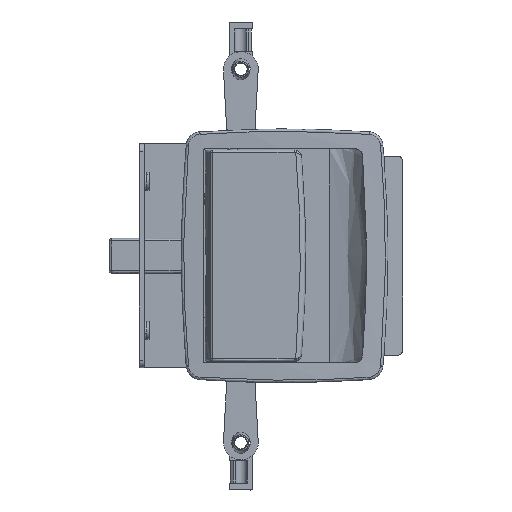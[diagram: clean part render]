
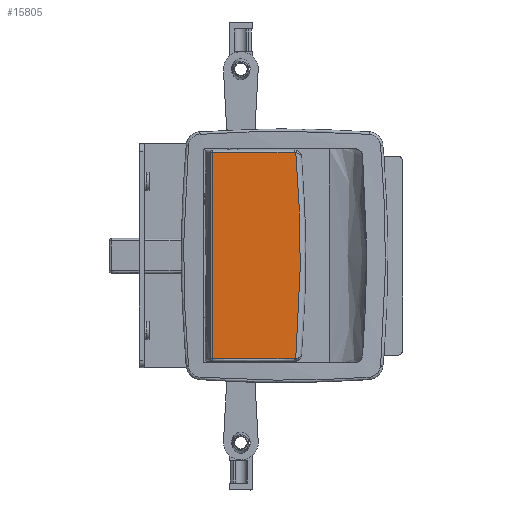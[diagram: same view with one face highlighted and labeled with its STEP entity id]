
A CAD part, front view. The second image highlights one B-rep face of the part: STEP entity #15805.
In plain terms, the highlighted free-form (B-spline) face has degree [1, 2] with [2, 3] control points.
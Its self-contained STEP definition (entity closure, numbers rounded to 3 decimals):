
#14832=CARTESIAN_POINT('',(12.528,-3.769,-41.5));
#14833=VERTEX_POINT('',#14832);
#14869=CARTESIAN_POINT('',(12.528,-3.769,41.5));
#14870=VERTEX_POINT('',#14869);
#14887=CARTESIAN_POINT('',(12.528,-3.769,41.5));
#14888=CARTESIAN_POINT('',(12.528,-3.769,-41.5));
#14889=QUASI_UNIFORM_CURVE('',1,(#14887,#14888),.UNSPECIFIED.,.F.,.U.);
#14890=EDGE_CURVE('',#14870,#14833,#14889,.T.);
#15038=CARTESIAN_POINT('',(45.353,-4.487,-41.5));
#15039=VERTEX_POINT('',#15038);
#15040=CARTESIAN_POINT('',(12.528,-3.769,-41.5));
#15041=CARTESIAN_POINT('',(28.93,-4.597,-41.5));
#15042=CARTESIAN_POINT('',(45.353,-4.487,-41.5));
#15050=(BOUNDED_CURVE()B_SPLINE_CURVE(2,(#15040,#15041,#15042),.UNSPECIFIED.,.F.,.U.)CURVE()GEOMETRIC_REPRESENTATION_ITEM()QUASI_UNIFORM_CURVE()RATIONAL_B_SPLINE_CURVE((1.0,1.,1.0))REPRESENTATION_ITEM(''));
#15051=EDGE_CURVE('',#14833,#15039,#15050,.T.);
#15132=CARTESIAN_POINT('',(46.004,-4.482,-41.391));
#15133=VERTEX_POINT('',#15132);
#15144=CARTESIAN_POINT('',(45.353,-4.487,-41.5));
#15145=CARTESIAN_POINT('',(45.574,-4.486,-41.5));
#15146=CARTESIAN_POINT('',(45.795,-4.484,-41.463));
#15147=CARTESIAN_POINT('',(46.004,-4.482,-41.391));
#15148=B_SPLINE_CURVE_WITH_KNOTS('',3,(#15144,#15145,#15146,#15147),.UNSPECIFIED.,.F.,.U.,(4,4),(0.,0.663),.UNSPECIFIED.);
#15149=EDGE_CURVE('',#15039,#15133,#15148,.T.);
#15376=CARTESIAN_POINT('',(45.353,-4.487,41.5));
#15377=VERTEX_POINT('',#15376);
#15378=CARTESIAN_POINT('',(45.353,-4.487,41.5));
#15379=CARTESIAN_POINT('',(28.93,-4.597,41.5));
#15380=CARTESIAN_POINT('',(12.528,-3.769,41.5));
#15388=(BOUNDED_CURVE()B_SPLINE_CURVE(2,(#15378,#15379,#15380),.UNSPECIFIED.,.F.,.U.)CURVE()GEOMETRIC_REPRESENTATION_ITEM()QUASI_UNIFORM_CURVE()RATIONAL_B_SPLINE_CURVE((1.0,1.,1.0))REPRESENTATION_ITEM(''));
#15389=EDGE_CURVE('',#15377,#14870,#15388,.T.);
#15452=CARTESIAN_POINT('',(46.004,-4.482,41.391));
#15453=VERTEX_POINT('',#15452);
#15474=CARTESIAN_POINT('',(46.004,-4.482,41.391));
#15475=CARTESIAN_POINT('',(45.795,-4.484,41.463));
#15476=CARTESIAN_POINT('',(45.574,-4.486,41.5));
#15477=CARTESIAN_POINT('',(45.353,-4.487,41.5));
#15478=B_SPLINE_CURVE_WITH_KNOTS('',3,(#15474,#15475,#15476,#15477),.UNSPECIFIED.,.F.,.U.,(4,4),(0.,0.663),.UNSPECIFIED.);
#15479=EDGE_CURVE('',#15453,#15377,#15478,.T.);
#15646=CARTESIAN_POINT('',(46.004,-4.482,-41.391));
#15647=CARTESIAN_POINT('',(46.611,-4.478,-34.507));
#15648=CARTESIAN_POINT('',(47.52,-4.469,-20.723));
#15649=CARTESIAN_POINT('',(47.824,-4.465,-6.912));
#15650=CARTESIAN_POINT('',(47.824,-4.465,6.912));
#15651=CARTESIAN_POINT('',(47.52,-4.469,20.723));
#15652=CARTESIAN_POINT('',(46.611,-4.478,34.507));
#15653=CARTESIAN_POINT('',(46.004,-4.482,41.391));
#15654=B_SPLINE_CURVE_WITH_KNOTS('',3,(#15646,#15647,#15648,#15649,#15650,#15651,#15652,#15653),.UNSPECIFIED.,.F.,.U.,(4,1,2,1,4),(0.0,0.25,0.5,0.75,1.0),.UNSPECIFIED.);
#15655=EDGE_CURVE('',#15133,#15453,#15654,.T.);
#15783=CARTESIAN_POINT('',(49.587,-4.443,-43.575));
#15784=CARTESIAN_POINT('',(49.587,-4.443,43.627));
#15785=CARTESIAN_POINT('',(30.164,-4.716,-43.575));
#15786=CARTESIAN_POINT('',(30.164,-4.716,43.627));
#15787=CARTESIAN_POINT('',(10.766,-3.678,-43.575));
#15788=CARTESIAN_POINT('',(10.766,-3.678,43.627));
#15796=(BOUNDED_SURFACE()B_SPLINE_SURFACE(1,2,((#15783,#15785,#15787),(#15784,#15786,#15788)),.UNSPECIFIED.,.F.,.F.,.U.)B_SPLINE_SURFACE_WITH_KNOTS((2,2),(3,3),(0.0,87.202),(20.867,59.707),.UNSPECIFIED.)GEOMETRIC_REPRESENTATION_ITEM()RATIONAL_B_SPLINE_SURFACE(((0.999,0.998,0.999),(0.999,0.998,0.999)))REPRESENTATION_ITEM('')SURFACE());
#15797=ORIENTED_EDGE('',*,*,#15389,.T.);
#15798=ORIENTED_EDGE('',*,*,#14890,.T.);
#15799=ORIENTED_EDGE('',*,*,#15051,.T.);
#15800=ORIENTED_EDGE('',*,*,#15149,.T.);
#15801=ORIENTED_EDGE('',*,*,#15655,.T.);
#15802=ORIENTED_EDGE('',*,*,#15479,.T.);
#15803=EDGE_LOOP('',(#15797,#15798,#15799,#15800,#15801,#15802));
#15804=FACE_OUTER_BOUND('',#15803,.T.);
#15805=ADVANCED_FACE('',(#15804),#15796,.T.);
